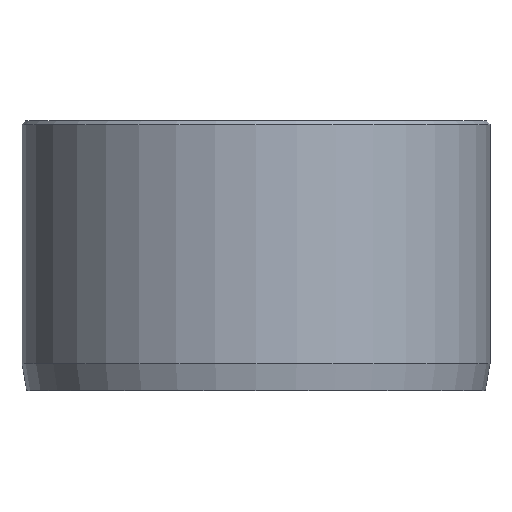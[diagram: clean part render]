
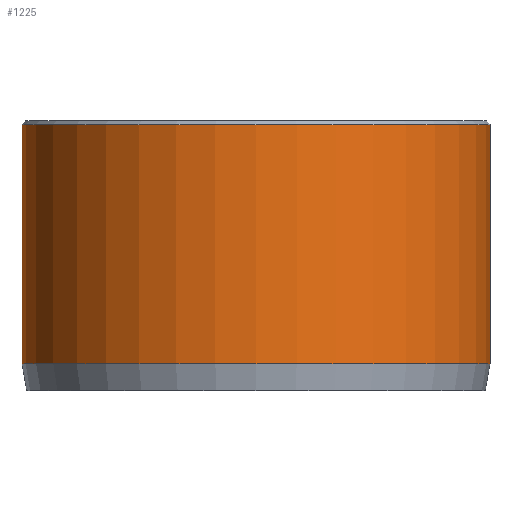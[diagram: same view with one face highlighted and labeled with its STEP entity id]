
A CAD part, front view. The second image highlights one B-rep face of the part: STEP entity #1225.
In plain terms, the highlighted cylindrical face has radius 13 mm (diameter 26 mm), a partial arc.
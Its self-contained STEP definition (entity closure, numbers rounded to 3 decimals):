
#10 = CIRCLE ( 'NONE', #549, 13. ) ;
#26 = CIRCLE ( 'NONE', #477, 13. ) ;
#97 = AXIS2_PLACEMENT_3D ( 'NONE', #143, #242, #756 ) ;
#111 = EDGE_CURVE ( 'NONE', #401, #735, #10, .T. ) ;
#135 = CARTESIAN_POINT ( 'NONE',  ( -13., 0., 1.5 ) ) ;
#143 = CARTESIAN_POINT ( 'NONE',  ( 0., 0., 15. ) ) ;
#163 = EDGE_LOOP ( 'NONE', ( #635, #185, #605, #1023 ) ) ;
#185 = ORIENTED_EDGE ( 'NONE', *, *, #1087, .T. ) ;
#210 = DIRECTION ( 'NONE',  ( 0., 0., -1. ) ) ;
#242 = DIRECTION ( 'NONE',  ( 0., 0., -1. ) ) ;
#255 = CARTESIAN_POINT ( 'NONE',  ( 13., 0., 15. ) ) ;
#387 = CARTESIAN_POINT ( 'NONE',  ( 13., 0., 1.5 ) ) ;
#401 = VERTEX_POINT ( 'NONE', #135 ) ;
#453 = FACE_OUTER_BOUND ( 'NONE', #163, .T. ) ;
#477 = AXIS2_PLACEMENT_3D ( 'NONE', #816, #210, #915 ) ;
#504 = DIRECTION ( 'NONE',  ( 1., 0., 0. ) ) ;
#516 = DIRECTION ( 'NONE',  ( 0., 0., 1. ) ) ;
#549 = AXIS2_PLACEMENT_3D ( 'NONE', #600, #516, #504 ) ;
#600 = CARTESIAN_POINT ( 'NONE',  ( 0., 0., 1.5 ) ) ;
#605 = ORIENTED_EDGE ( 'NONE', *, *, #842, .T. ) ;
#613 = CARTESIAN_POINT ( 'NONE',  ( -13., 0., 15. ) ) ;
#614 = LINE ( 'NONE', #255, #1110 ) ;
#635 = ORIENTED_EDGE ( 'NONE', *, *, #645, .F. ) ;
#645 = EDGE_CURVE ( 'NONE', #791, #735, #614, .T. ) ;
#687 = CYLINDRICAL_SURFACE ( 'NONE', #97, 13. ) ;
#727 = LINE ( 'NONE', #613, #961 ) ;
#735 = VERTEX_POINT ( 'NONE', #387 ) ;
#756 = DIRECTION ( 'NONE',  ( -1., 0., 0. ) ) ;
#791 = VERTEX_POINT ( 'NONE', #1279 ) ;
#816 = CARTESIAN_POINT ( 'NONE',  ( 0., 0., 14.8 ) ) ;
#842 = EDGE_CURVE ( 'NONE', #966, #401, #727, .T. ) ;
#861 = DIRECTION ( 'NONE',  ( 0., 0., -1. ) ) ;
#915 = DIRECTION ( 'NONE',  ( 1., 0., 0. ) ) ;
#961 = VECTOR ( 'NONE', #1207, 1000. ) ;
#966 = VERTEX_POINT ( 'NONE', #1148 ) ;
#1023 = ORIENTED_EDGE ( 'NONE', *, *, #111, .T. ) ;
#1087 = EDGE_CURVE ( 'NONE', #791, #966, #26, .T. ) ;
#1110 = VECTOR ( 'NONE', #861, 1000. ) ;
#1148 = CARTESIAN_POINT ( 'NONE',  ( -13., 0., 14.8 ) ) ;
#1207 = DIRECTION ( 'NONE',  ( 0., 0., -1. ) ) ;
#1225 = ADVANCED_FACE ( 'NONE', ( #453 ), #687, .T. ) ;
#1279 = CARTESIAN_POINT ( 'NONE',  ( 13., 0., 14.8 ) ) ;
